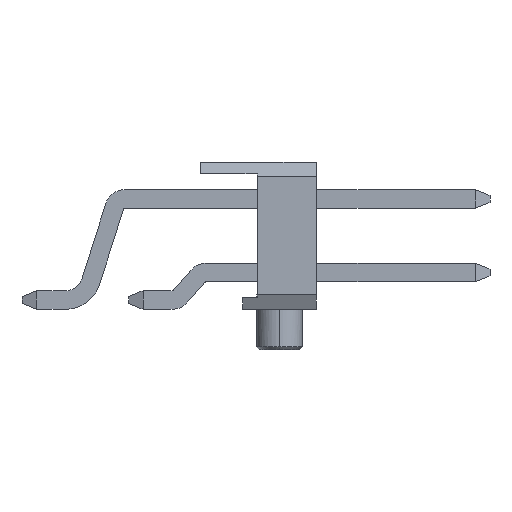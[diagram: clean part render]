
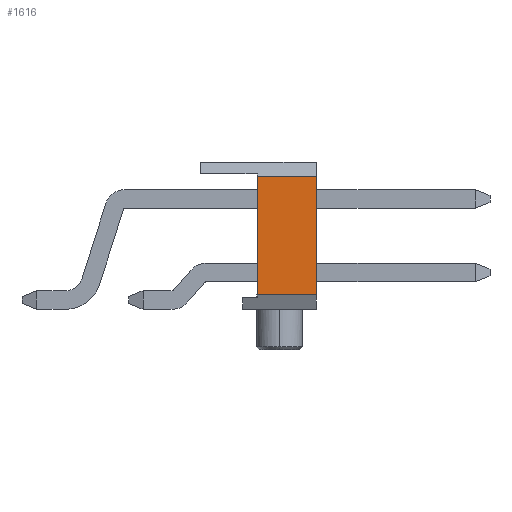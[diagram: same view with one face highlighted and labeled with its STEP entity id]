
A CAD part, left-side view. The second image highlights one B-rep face of the part: STEP entity #1616.
In plain terms, the highlighted planar face has unit normal (-1, 0, 0).
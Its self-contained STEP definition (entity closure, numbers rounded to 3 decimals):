
#1616=ADVANCED_FACE('',(#3398),#3399,.T.);
#3398=FACE_OUTER_BOUND('',#5343,.T.);
#3399=PLANE('',#5344);
#5343=EDGE_LOOP('',(#10053,#10054,#10055,#10056));
#5344=AXIS2_PLACEMENT_3D('',#10057,#10058,#10059);
#10053=ORIENTED_EDGE('',*,*,#12727,.F.);
#10054=ORIENTED_EDGE('',*,*,#12465,.T.);
#10055=ORIENTED_EDGE('',*,*,#12795,.F.);
#10056=ORIENTED_EDGE('',*,*,#12592,.T.);
#10057=CARTESIAN_POINT('',(-8.89,0.0,0.0));
#10058=DIRECTION('',(-1.0,0.0,0.0));
#10059=DIRECTION('',(0.0,0.0,1.0));
#12465=EDGE_CURVE('',#15101,#15099,#15102,.T.);
#12592=EDGE_CURVE('',#15344,#15341,#15345,.T.);
#12727=EDGE_CURVE('',#15101,#15341,#15585,.T.);
#12795=EDGE_CURVE('',#15344,#15099,#15681,.T.);
#15099=VERTEX_POINT('',#18843);
#15101=VERTEX_POINT('',#18846);
#15102=LINE('',#18847,#18848);
#15341=VERTEX_POINT('',#19203);
#15344=VERTEX_POINT('',#19207);
#15345=LINE('',#19208,#19209);
#15585=LINE('',#19572,#19573);
#15681=LINE('',#19716,#19717);
#18843=CARTESIAN_POINT('',(-8.89,0.77,-2.04));
#18846=CARTESIAN_POINT('',(-8.89,0.77,2.04));
#18847=CARTESIAN_POINT('',(-8.89,0.77,-2.14));
#18848=VECTOR('',#21789,1000.0);
#19203=CARTESIAN_POINT('',(-8.89,-1.27,2.04));
#19207=CARTESIAN_POINT('',(-8.89,-1.27,-2.04));
#19208=CARTESIAN_POINT('',(-8.89,-1.27,-2.54));
#19209=VECTOR('',#21916,1000.0);
#19572=CARTESIAN_POINT('',(-8.89,0.0,2.04));
#19573=VECTOR('',#22040,1000.0);
#19716=CARTESIAN_POINT('',(-8.89,0.0,-2.04));
#19717=VECTOR('',#22103,1000.0);
#21789=DIRECTION('',(0.0,0.0,-1.0));
#21916=DIRECTION('',(0.0,0.0,1.0));
#22040=DIRECTION('',(0.0,-1.0,0.0));
#22103=DIRECTION('',(0.0,1.0,0.0));
